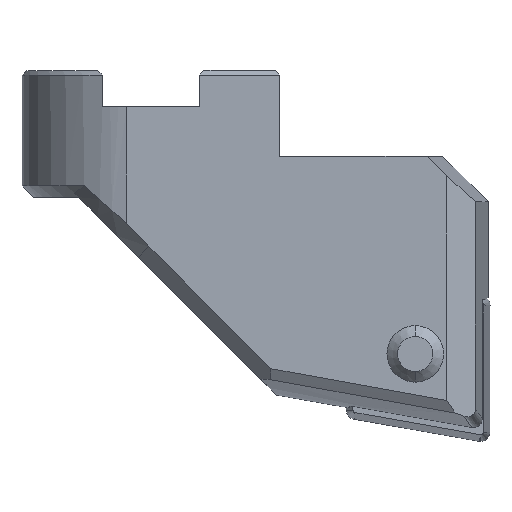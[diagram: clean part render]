
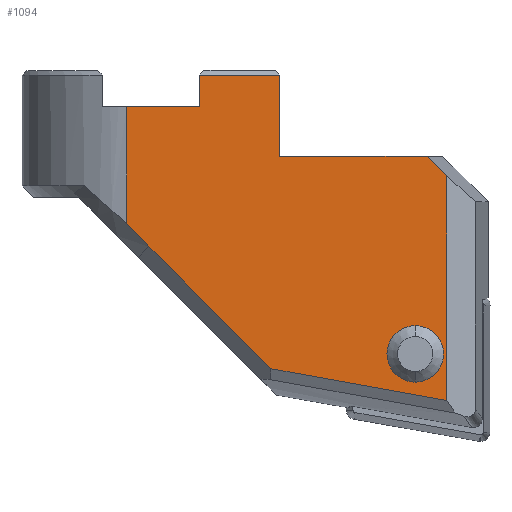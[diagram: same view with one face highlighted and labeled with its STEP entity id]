
A CAD part, top view. The second image highlights one B-rep face of the part: STEP entity #1094.
In plain terms, the highlighted planar face has unit normal (0, 0, 1).
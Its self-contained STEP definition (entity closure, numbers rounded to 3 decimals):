
#608=VERTEX_POINT('NONE',#1750);
#610=EDGE_CURVE('NONE',#632,#670,#1752,.F.);
#632=VERTEX_POINT('NONE',#1775);
#638=EDGE_CURVE('NONE',#1388,#1538,#1781,.F.);
#658=VERTEX_POINT('NONE',#1803);
#666=EDGE_CURVE('NONE',#1454,#1104,#1812,.T.);
#670=VERTEX_POINT('NONE',#1816);
#726=EDGE_CURVE('NONE',#658,#1538,#1876,.T.);
#740=EDGE_CURVE('NONE',#1388,#1620,#1890,.T.);
#764=VERTEX_POINT('NONE',#1917);
#766=EDGE_CURVE('NONE',#1104,#608,#1919,.F.);
#966=VERTEX_POINT('NONE',#2142);
#1038=EDGE_CURVE('NONE',#764,#658,#2223,.F.);
#1074=EDGE_CURVE('NONE',#1574,#608,#2262,.T.);
#1094=ADVANCED_FACE('NONE',(#2283,#2284),#2285,.T.);
#1104=VERTEX_POINT('NONE',#2297);
#1134=EDGE_CURVE('NONE',#966,#1574,#2331,.T.);
#1138=EDGE_CURVE('NONE',#1620,#1248,#2335,.T.);
#1248=VERTEX_POINT('NONE',#2454);
#1388=VERTEX_POINT('NONE',#2611);
#1454=VERTEX_POINT('NONE',#2685);
#1538=VERTEX_POINT('NONE',#2776);
#1540=EDGE_CURVE('NONE',#670,#632,#2778,.F.);
#1574=VERTEX_POINT('NONE',#2814);
#1620=VERTEX_POINT('NONE',#2866);
#1692=EDGE_CURVE('NONE',#966,#1248,#2943,.T.);
#1708=EDGE_CURVE('NONE',#764,#1454,#2963,.T.);
#1750=CARTESIAN_POINT('',(12.22,-3.8,5.6));
#1752=CIRCLE('',#3008,1.);
#1775=CARTESIAN_POINT('',(11.694,-13.537,5.6));
#1781=LINE('',#3062,#3063);
#1803=CARTESIAN_POINT('',(-0.084,-7.796,5.6));
#1812=LINE('',#3103,#3104);
#1816=CARTESIAN_POINT('',(11.694,-11.537,5.6));
#1876=B_SPLINE_CURVE_WITH_KNOTS('',3,(#3184,#3185,#3186,#3187,#3188,#3189,#3190,#3191),.UNSPECIFIED.,.F.,.F.,(4,2,2,4),(0.0,0.501,0.772,1.07),.UNSPECIFIED.);
#1890=LINE('',#3215,#3216);
#1917=CARTESIAN_POINT('',(5.311,-13.191,5.6));
#1919=LINE('',#3257,#3258);
#2142=CARTESIAN_POINT('',(5.7,-0.2,5.6));
#2223=LINE('',#4154,#4155);
#2262=LINE('',#4212,#4213);
#2283=FACE_OUTER_BOUND('',#4238,.T.);
#2284=FACE_BOUND('',#4239,.T.);
#2285=PLANE('',#4240);
#2297=CARTESIAN_POINT('',(13.087,-4.66,5.6));
#2331=LINE('',#4319,#4320);
#2335=LINE('',#4327,#4328);
#2454=CARTESIAN_POINT('',(2.15,-0.2,5.6));
#2611=CARTESIAN_POINT('',(-1.063,-1.6,5.6));
#2685=CARTESIAN_POINT('',(13.087,-14.599,5.6));
#2776=CARTESIAN_POINT('',(-1.063,-6.758,5.6));
#2778=CIRCLE('',#4958,1.);
#2814=CARTESIAN_POINT('',(5.7,-3.8,5.6));
#2866=CARTESIAN_POINT('',(2.15,-1.6,5.6));
#2943=LINE('',#5240,#5241);
#2963=B_SPLINE_CURVE_WITH_KNOTS('',3,(#5265,#5266,#5267,#5268,#5269,#5270),.UNSPECIFIED.,.F.,.F.,(4,2,4),(-3.668,-1.838,-0.0),.UNSPECIFIED.);
#3008=AXIS2_PLACEMENT_3D('',#5291,#5292,#5293);
#3062=CARTESIAN_POINT('',(-1.063,-20.0,5.6));
#3063=VECTOR('',#5319,1.0);
#3103=CARTESIAN_POINT('',(13.087,-16.4,5.6));
#3104=VECTOR('',#5358,1.0);
#3184=CARTESIAN_POINT('',(-0.014,-7.86,5.6));
#3185=CARTESIAN_POINT('',(-0.137,-7.747,5.6));
#3186=CARTESIAN_POINT('',(-0.274,-7.621,5.6));
#3187=CARTESIAN_POINT('',(-0.559,-7.329,5.6));
#3188=CARTESIAN_POINT('',(-0.657,-7.224,5.6));
#3189=CARTESIAN_POINT('',(-0.859,-7.,5.6));
#3190=CARTESIAN_POINT('',(-0.962,-6.88,5.6));
#3191=CARTESIAN_POINT('',(-1.063,-6.758,5.6));
#3215=CARTESIAN_POINT('',(10.075,-1.6,5.6));
#3216=VECTOR('',#5423,1.0);
#3257=CARTESIAN_POINT('',(17.942,-9.479,5.6));
#3258=VECTOR('',#5459,1.0);
#4154=CARTESIAN_POINT('',(5.26,-13.14,5.6));
#4155=VECTOR('',#5831,1.0);
#4212=CARTESIAN_POINT('',(11.85,-3.8,5.6));
#4213=VECTOR('',#5874,1.0);
#4238=EDGE_LOOP('',(#5891,#5892,#5893,#5894,#5895,#5896,#5897,#5898,#5899,#5900,#5901));
#4239=EDGE_LOOP('',(#5902,#5903));
#4240=AXIS2_PLACEMENT_3D('',#5904,#5905,#5906);
#4319=CARTESIAN_POINT('',(5.7,-8.2,5.6));
#4320=VECTOR('',#5971,1.0);
#4327=CARTESIAN_POINT('',(2.15,-8.2,5.6));
#4328=VECTOR('',#5973,1.0);
#4958=AXIS2_PLACEMENT_3D('',#6530,#6531,#6532);
#5240=CARTESIAN_POINT('',(9.0,-0.2,5.6));
#5241=VECTOR('',#6700,1.0);
#5265=CARTESIAN_POINT('',(5.223,-13.175,5.6));
#5266=CARTESIAN_POINT('',(5.828,-13.285,5.6));
#5267=CARTESIAN_POINT('',(7.377,-13.566,5.6));
#5268=CARTESIAN_POINT('',(11.499,-14.312,5.6));
#5269=CARTESIAN_POINT('',(13.042,-14.59,5.6));
#5270=CARTESIAN_POINT('',(13.645,-14.699,5.6));
#5291=CARTESIAN_POINT('',(11.694,-12.537,5.6));
#5292=DIRECTION('',(0.,-0.0,-1.0));
#5293=DIRECTION('',(0.0,-1.0,0.0));
#5319=DIRECTION('',(-0.0,1.0,0.0));
#5358=DIRECTION('',(0.,1.0,0.));
#5423=DIRECTION('',(1.0,0.0,0.));
#5459=DIRECTION('',(0.71,-0.704,0.));
#5831=DIRECTION('',(0.707,-0.707,0.));
#5874=DIRECTION('',(1.0,0.,0.));
#5891=ORIENTED_EDGE('',*,*,#1708,.T.);
#5892=ORIENTED_EDGE('',*,*,#666,.T.);
#5893=ORIENTED_EDGE('',*,*,#766,.T.);
#5894=ORIENTED_EDGE('',*,*,#1074,.F.);
#5895=ORIENTED_EDGE('',*,*,#1134,.F.);
#5896=ORIENTED_EDGE('',*,*,#1692,.T.);
#5897=ORIENTED_EDGE('',*,*,#1138,.F.);
#5898=ORIENTED_EDGE('',*,*,#740,.F.);
#5899=ORIENTED_EDGE('',*,*,#638,.T.);
#5900=ORIENTED_EDGE('',*,*,#726,.F.);
#5901=ORIENTED_EDGE('',*,*,#1038,.F.);
#5902=ORIENTED_EDGE('',*,*,#610,.F.);
#5903=ORIENTED_EDGE('',*,*,#1540,.F.);
#5904=CARTESIAN_POINT('',(18.0,-16.4,5.6));
#5905=DIRECTION('',(0.,0.0,1.0));
#5906=DIRECTION('',(-1.0,-0.0,0.));
#5971=DIRECTION('',(0.,-1.0,0.));
#5973=DIRECTION('',(0.0,1.0,0.0));
#6530=CARTESIAN_POINT('',(11.694,-12.537,5.6));
#6531=DIRECTION('',(0.,-0.0,-1.0));
#6532=DIRECTION('',(0.0,-1.0,0.0));
#6700=DIRECTION('',(-1.0,-0.0,0.));
